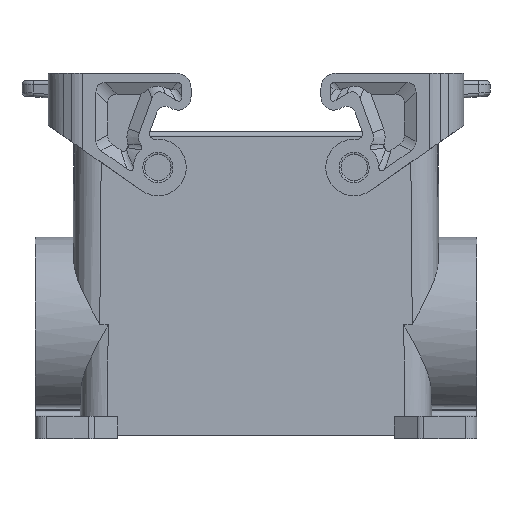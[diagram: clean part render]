
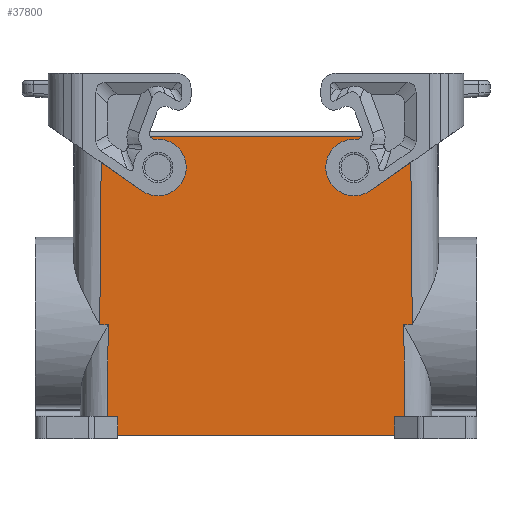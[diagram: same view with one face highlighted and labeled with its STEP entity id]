
A CAD part, front view. The second image highlights one B-rep face of the part: STEP entity #37800.
In plain terms, the highlighted face is planar.
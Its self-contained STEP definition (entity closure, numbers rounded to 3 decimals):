
#3160=CARTESIAN_POINT('',(-77.304,-26.195,
23.435));
#3170=DIRECTION('',(-1.,0.,0.));
#3180=VECTOR('',#3170,1.);
#3190=LINE('',#3160,#3180);
#3200=CARTESIAN_POINT('',(-65.412,-26.195,
23.435));
#3210=VERTEX_POINT('',#3200);
#3220=CARTESIAN_POINT('',(-67.643,-26.195,
23.435));
#3230=VERTEX_POINT('',#3220);
#3240=EDGE_CURVE('',#3210,#3230,#3190,.T.);
#10940=CARTESIAN_POINT('',(12.919,-26.195,
23.435));
#10950=VERTEX_POINT('',#10940);
#10980=CARTESIAN_POINT('',(11.571,-26.195,
23.435));
#10990=DIRECTION('',(1.,0.,0.));
#11000=VECTOR('',#10990,1.);
#11010=LINE('',#10980,#11000);
#11020=CARTESIAN_POINT('',(15.15,-26.195,
23.435));
#11030=VERTEX_POINT('',#11020);
#11040=EDGE_CURVE('',#10950,#11030,#11010,.T.);
#36490=CARTESIAN_POINT('',(-74.247,1.601,
23.192));
#36500=DIRECTION('',(0.,0.009,
1.));
#36510=DIRECTION('',(1.,0.,0.));
#36520=AXIS2_PLACEMENT_3D('',#36490,#36500,#36510);
#36530=PLANE('',#36520);
#36540=CARTESIAN_POINT('',(-0.247,15.5,
23.071));
#36550=DIRECTION('',(0.,0.009,
1.));
#36560=DIRECTION('',(0.,1.,
-0.009));
#36570=AXIS2_PLACEMENT_3D('',#36540,#36550,#36560);
#36580=ELLIPSE('',#36570,3.5,3.5);
#36590=CARTESIAN_POINT('',(-3.747,15.5,
23.071));
#36600=VERTEX_POINT('',#36590);
#36610=CARTESIAN_POINT('',(3.253,15.5,
23.071));
#36620=VERTEX_POINT('',#36610);
#36630=EDGE_CURVE('',#36600,#36620,#36580,.T.);
#36640=ORIENTED_EDGE('',*,*,#36630,.F.);
#36650=EDGE_CURVE('',#36620,#36600,#36580,.T.);
#36660=ORIENTED_EDGE('',*,*,#36650,.F.);
#36670=EDGE_LOOP('',(#36660,#36640));
#36680=FACE_BOUND('',#36670,.T.);
#36690=CARTESIAN_POINT('',(-52.247,15.5,
23.071));
#36700=DIRECTION('',(0.,0.009,
1.));
#36710=DIRECTION('',(0.,1.,
-0.009));
#36720=AXIS2_PLACEMENT_3D('',#36690,#36700,#36710);
#36730=ELLIPSE('',#36720,3.5,3.5);
#36740=CARTESIAN_POINT('',(-48.747,15.5,
23.071));
#36750=VERTEX_POINT('',#36740);
#36760=CARTESIAN_POINT('',(-55.747,15.5,
23.071));
#36770=VERTEX_POINT('',#36760);
#36780=EDGE_CURVE('',#36750,#36770,#36730,.T.);
#36790=ORIENTED_EDGE('',*,*,#36780,.F.);
#36800=EDGE_CURVE('',#36770,#36750,#36730,.T.);
#36810=ORIENTED_EDGE('',*,*,#36800,.F.);
#36820=EDGE_LOOP('',(#36810,#36790));
#36830=FACE_BOUND('',#36820,.T.);
#36840=CARTESIAN_POINT('',(10.353,0.,23.206));
#36850=DIRECTION('',(0.,1.,
-0.009));
#36860=VECTOR('',#36850,1.);
#36870=LINE('',#36840,#36860);
#36880=CARTESIAN_POINT('',(10.353,-53.01,
23.669));
#36890=VERTEX_POINT('',#36880);
#36900=CARTESIAN_POINT('',(10.353,-50.4,23.646));
#36910=VERTEX_POINT('',#36900);
#36920=EDGE_CURVE('',#36890,#36910,#36870,.T.);
#36930=ORIENTED_EDGE('',*,*,#36920,.T.);
#36940=CARTESIAN_POINT('',(9.693,0.,23.206));
#36950=DIRECTION('',(-0.012,1.,
-0.009));
#36960=VECTOR('',#36950,1.);
#36970=LINE('',#36940,#36960);
#36980=CARTESIAN_POINT('',(10.383,-55.4,23.689)
);
#36990=VERTEX_POINT('',#36980);
#37000=EDGE_CURVE('',#36990,#36890,#36970,.T.);
#37010=ORIENTED_EDGE('',*,*,#37000,.T.);
#37020=CARTESIAN_POINT('',(0.,-55.4,23.689));
#37030=DIRECTION('',(-1.,0.,0.));
#37040=VECTOR('',#37030,1.);
#37050=LINE('',#37020,#37040);
#37060=CARTESIAN_POINT('',(-62.876,-55.4,23.689
));
#37070=VERTEX_POINT('',#37060);
#37080=EDGE_CURVE('',#36990,#37070,#37050,.T.);
#37090=ORIENTED_EDGE('',*,*,#37080,.F.);
#37100=CARTESIAN_POINT('',(-62.186,0.,23.206));
#37110=DIRECTION('',(0.012,1.,
-0.009));
#37120=VECTOR('',#37110,1.);
#37130=LINE('',#37100,#37120);
#37140=CARTESIAN_POINT('',(-62.847,-53.01,
23.669));
#37150=VERTEX_POINT('',#37140);
#37160=EDGE_CURVE('',#37070,#37150,#37130,.T.);
#37170=ORIENTED_EDGE('',*,*,#37160,.F.);
#37180=CARTESIAN_POINT('',(-62.847,0.,23.206));
#37190=DIRECTION('',(0.,1.,
-0.009));
#37200=VECTOR('',#37190,1.);
#37210=LINE('',#37180,#37200);
#37220=CARTESIAN_POINT('',(-62.847,-50.4,23.646)
);
#37230=VERTEX_POINT('',#37220);
#37240=EDGE_CURVE('',#37150,#37230,#37210,.T.);
#37250=ORIENTED_EDGE('',*,*,#37240,.F.);
#37260=CARTESIAN_POINT('',(0.,-50.4,23.646));
#37270=DIRECTION('',(1.,0.,0.));
#37280=VECTOR('',#37270,1.);
#37290=LINE('',#37260,#37280);
#37300=CARTESIAN_POINT('',(-65.617,-50.4,23.646
));
#37310=VERTEX_POINT('',#37300);
#37320=EDGE_CURVE('',#37310,#37230,#37290,.T.);
#37330=ORIENTED_EDGE('',*,*,#37320,.T.);
#37340=CARTESIAN_POINT('',(-65.188,0.061,
23.205));
#37350=DIRECTION('',(-0.009,-1.,
0.009));
#37360=VECTOR('',#37350,1.);
#37370=LINE('',#37340,#37360);
#37380=EDGE_CURVE('',#3210,#37310,#37370,.T.);
#37390=ORIENTED_EDGE('',*,*,#37380,.T.);
#37400=ORIENTED_EDGE('',*,*,#3240,.F.);
#37410=CARTESIAN_POINT('',(-67.418,0.061,
23.205));
#37420=DIRECTION('',(0.009,1.,
-0.009));
#37430=VECTOR('',#37420,1.);
#37440=LINE('',#37410,#37430);
#37450=CARTESIAN_POINT('',(-67.216,23.6,23.));
#37460=VERTEX_POINT('',#37450);
#37470=EDGE_CURVE('',#3230,#37460,#37440,.T.);
#37480=ORIENTED_EDGE('',*,*,#37470,.F.);
#37490=CARTESIAN_POINT('',(0.,23.6,23.));
#37500=DIRECTION('',(1.,0.,0.));
#37510=VECTOR('',#37500,1.);
#37520=LINE('',#37490,#37510);
#37530=CARTESIAN_POINT('',(14.723,23.6,23.))
;
#37540=VERTEX_POINT('',#37530);
#37550=EDGE_CURVE('',#37460,#37540,#37520,.T.);
#37560=ORIENTED_EDGE('',*,*,#37550,.F.);
#37570=CARTESIAN_POINT('',(14.925,0.061,
23.205));
#37580=DIRECTION('',(-0.009,1.,
-0.009));
#37590=VECTOR('',#37580,1.);
#37600=LINE('',#37570,#37590);
#37610=EDGE_CURVE('',#11030,#37540,#37600,.T.);
#37620=ORIENTED_EDGE('',*,*,#37610,.T.);
#37630=ORIENTED_EDGE('',*,*,#11040,.T.);
#37640=CARTESIAN_POINT('',(12.695,0.061,
23.205));
#37650=DIRECTION('',(-0.009,1.,
-0.009));
#37660=VECTOR('',#37650,1.);
#37670=LINE('',#37640,#37660);
#37680=CARTESIAN_POINT('',(13.124,-50.4,23.646))
;
#37690=VERTEX_POINT('',#37680);
#37700=EDGE_CURVE('',#37690,#10950,#37670,.T.);
#37710=ORIENTED_EDGE('',*,*,#37700,.T.);
#37720=CARTESIAN_POINT('',(0.,-50.4,23.646));
#37730=DIRECTION('',(1.,0.,0.));
#37740=VECTOR('',#37730,1.);
#37750=LINE('',#37720,#37740);
#37760=EDGE_CURVE('',#36910,#37690,#37750,.T.);
#37770=ORIENTED_EDGE('',*,*,#37760,.T.);
#37780=EDGE_LOOP('',(#37770,#37710,#37630,#37620,#37560,#37480,#37400,
#37390,#37330,#37250,#37170,#37090,#37010,#36930));
#37790=FACE_OUTER_BOUND('',#37780,.T.);
#37800=ADVANCED_FACE('',(#36680,#36830,#37790),#36530,.T.);
